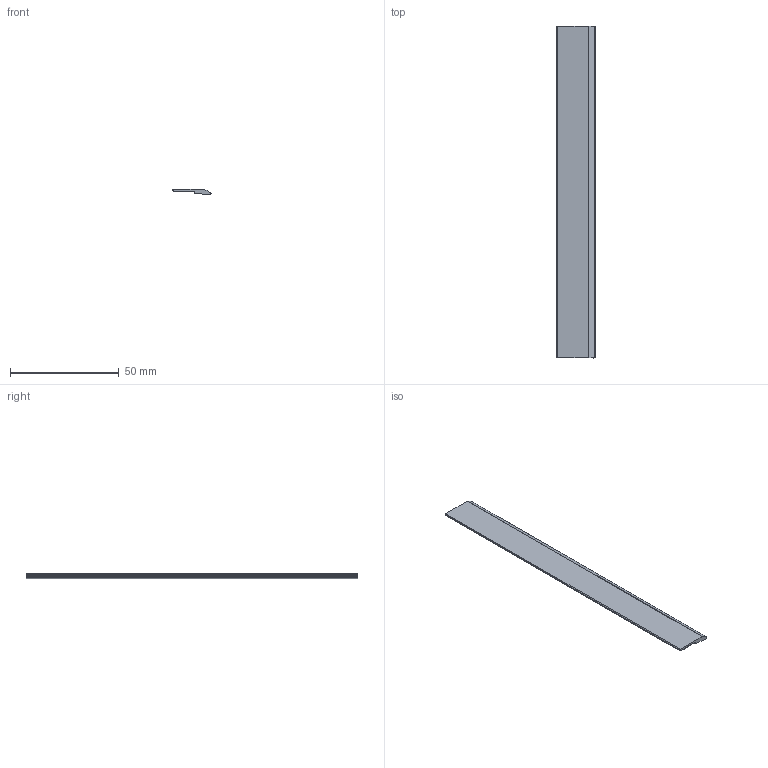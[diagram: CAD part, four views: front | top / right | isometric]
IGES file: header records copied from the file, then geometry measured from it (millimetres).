
Start section:  PTC IGES file: EV9.igs
Global section: file name: EV9.igs; native system: Pro/ENGINEER by Parametric Technology Corporation; preprocessor: 2007450; author: sfeeng; organization: Unknown; date: 20141203.103204; units: millimetre
Bounding box: 17.5 x 152.4 x 2.52 mm (x, y, z)
Surface area: 5835 mm2 (no closed solid volume)
Topology: 0 solids, 0 shells, 19 faces, 96 edges, 96 vertices
Faces by surface type: bspline 13, revolution 6
